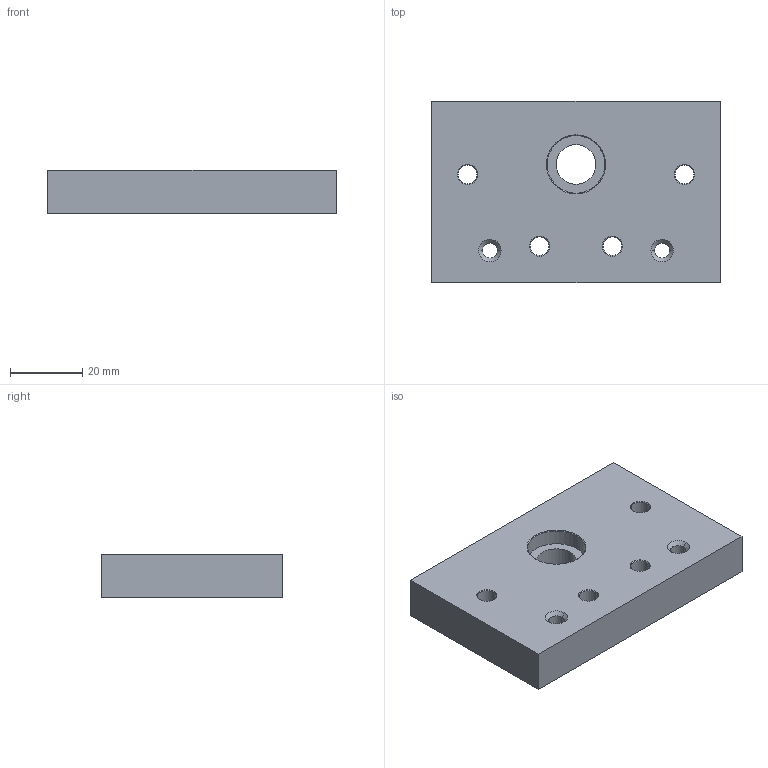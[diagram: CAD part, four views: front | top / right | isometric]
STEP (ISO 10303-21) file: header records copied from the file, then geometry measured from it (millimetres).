
FILE_DESCRIPTION (( 'STEP AP214' ), '1' );
FILE_NAME ('A247 Êîíöåâîé êðîíøòåéí 50õ80 (Ñ-ïðîôèëÿ).STEP', '2019-09-03T10:31:50', ( 'Windows User' ), ( '' ), 'SwSTEP 2.0', 'SolidWorks 2018', '' );
FILE_SCHEMA (( 'AUTOMOTIVE_DESIGN' ));
Length unit declared in the file: millimetre
Products named in the file (1): A247 Êîíöåâîé êðîíøòåéí 50õ80 (Ñ-ïðîôèëÿ)
Bounding box: 80 x 50.3 x 12 mm (x, y, z)
Volume: 44623.5 mm3; surface area: 12662.9 mm2
Topology: 1 solids, 1 shells, 73 faces, 160 edges, 96 vertices
Faces by surface type: cone 32, cylinder 28, plane 13
Entity records: 2156 total; most frequent: DIRECTION 396, CARTESIAN_POINT 330, ORIENTED_EDGE 320, AXIS2_PLACEMENT_3D 162, EDGE_CURVE 160, VERTEX_POINT 96, EDGE_LOOP 94, CIRCLE 88
